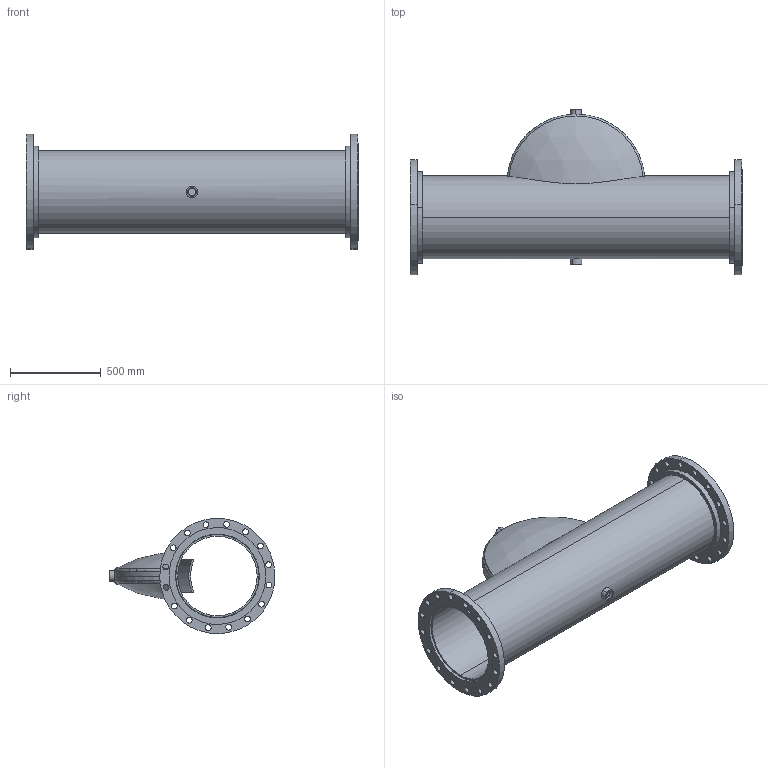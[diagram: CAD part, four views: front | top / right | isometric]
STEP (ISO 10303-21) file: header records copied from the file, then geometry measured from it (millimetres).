
FILE_DESCRIPTION (( 'STEP AP203' ), '1' );
FILE_NAME ('AP-118.STEP', '2021-03-10T15:34:28', ( '' ), ( '' ), 'SwSTEP 2.0', 'SolidWorks 2021', '' );
FILE_SCHEMA (( 'CONFIG_CONTROL_DESIGN' ));
Length unit declared in the file: inch
Products named in the file (7): 9461150; 99P2613_71; AP-118; Couplings_9500562; 99P2612_71; Couplings_9500564; 99D0374
Assembly tree (8 placements, depth 2):
  AP-118
    99P2612_71
    9461150  x2
    99D0374  x2
    Couplings_9500562
    Couplings_9500564
    99P2613_71
Bounding box: 1828.8 x 914.1 x 634.4 mm (x, y, z)
Volume: 38502955.2 mm3; surface area: 7336726 mm2
Topology: 8 solids, 8 shells, 168 faces, 438 edges, 292 vertices
Faces by surface type: cylinder 110, plane 34, torus 8, bspline 8, sphere 4, cone 4
Entity records: 4746 total; most frequent: CARTESIAN_POINT 1308, DIRECTION 588, ORIENTED_EDGE 516, EDGE_CURVE 258, AXIS2_PLACEMENT_3D 249, VERTEX_POINT 172, EDGE_LOOP 150, CIRCLE 140
